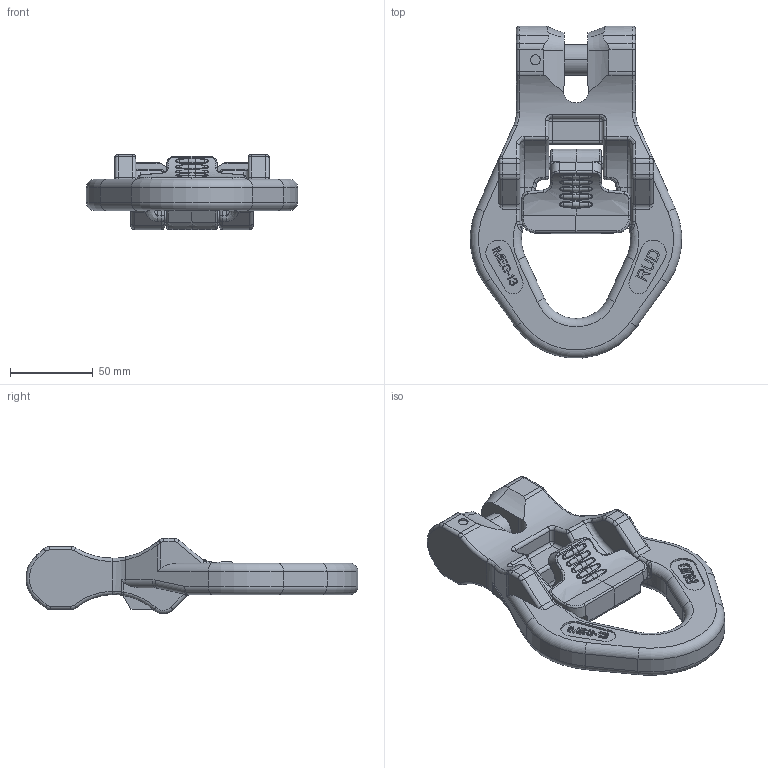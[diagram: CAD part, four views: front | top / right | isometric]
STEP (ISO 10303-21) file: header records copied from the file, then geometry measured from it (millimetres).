
FILE_DESCRIPTION((''),'2;1');
FILE_NAME('001-M35215-P-1_ASM','2015-05-08T',('Andreas.Wendler'),(''),'PRO/ENGINEER BY PARAMETRIC TECHNOLOGY CORPORATION, 2010140','PRO/ENGINEER BY PARAMETRIC TECHNOLOGY CORPORATION, 2010140','');
FILE_SCHEMA(('CONFIG_CONTROL_DESIGN'));
Length unit declared in the file: millimetre
Products named in the file (3): 001-M35215-P-1; 001-M34346-P-1; 001-M35215-P-1_ASM
Assembly tree (2 placements, depth 2):
  001-M35215-P-1_ASM
    001-M35215-P-1
    001-M34346-P-1
Bounding box: 127.76 x 200.83 x 45.5 mm (x, y, z)
Volume: 319632.3 mm3; surface area: 57648.4 mm2
Topology: 2 solids, 2 shells, 724 faces, 1822 edges, 1118 vertices
Faces by surface type: plane 322, cylinder 178, bspline 120, torus 89, sphere 9, cone 4, extrusion 2
Entity records: 27417 total; most frequent: CARTESIAN_POINT 10753, ORIENTED_EDGE 3644, DIRECTION 3224, EDGE_CURVE 1822, VERTEX_POINT 1118, AXIS2_PLACEMENT_3D 1096, VECTOR 1032, LINE 1030
